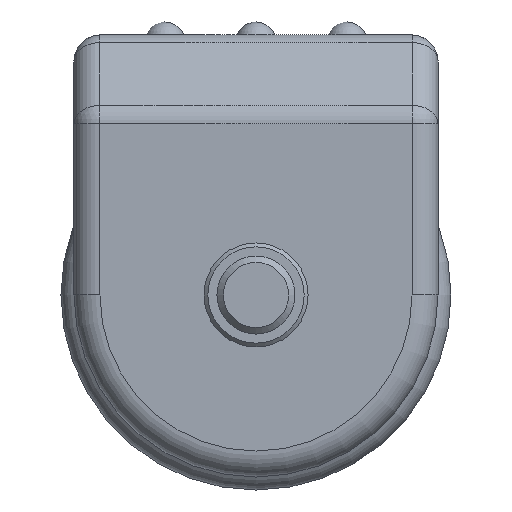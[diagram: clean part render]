
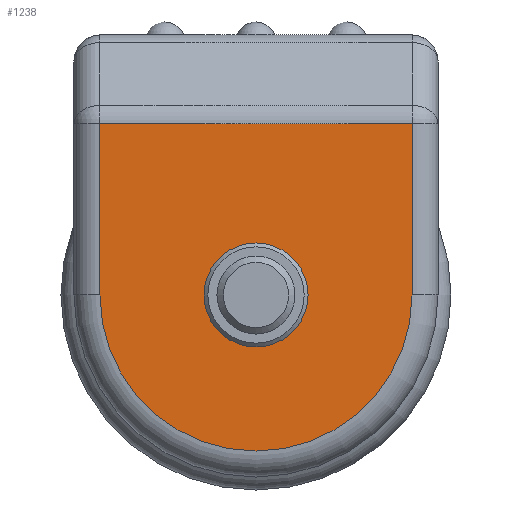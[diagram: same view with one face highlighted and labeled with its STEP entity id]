
A CAD part, front view. The second image highlights one B-rep face of the part: STEP entity #1238.
In plain terms, the highlighted planar face has unit normal (0, -1, 0).
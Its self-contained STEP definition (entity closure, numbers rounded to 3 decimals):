
#926=CARTESIAN_POINT('',(-12.,0.,13.172));
#927=VERTEX_POINT('',#926);
#959=CARTESIAN_POINT('',(12.,0.,13.172));
#960=VERTEX_POINT('',#959);
#1010=CARTESIAN_POINT('',(-12.,0.,13.172));
#1011=DIRECTION('',(1.0,0.0,0.0));
#1012=VECTOR('',#1011,24.);
#1013=LINE('',#1010,#1012);
#1014=EDGE_CURVE('',#927,#960,#1013,.T.);
#1031=CARTESIAN_POINT('',(12.,0.,0.0));
#1032=VERTEX_POINT('',#1031);
#1042=CARTESIAN_POINT('',(12.,0.,13.172));
#1043=DIRECTION('',(0.0,0.0,-1.0));
#1044=VECTOR('',#1043,13.172);
#1045=LINE('',#1042,#1044);
#1046=EDGE_CURVE('',#960,#1032,#1045,.T.);
#1056=CARTESIAN_POINT('',(-12.,0.,0.));
#1057=VERTEX_POINT('',#1056);
#1067=CARTESIAN_POINT('',(0.0,0.,0.0));
#1068=DIRECTION('',(0.0,1.0,0.0));
#1069=DIRECTION('',(0.0,0.0,-1.0));
#1070=AXIS2_PLACEMENT_3D('',#1067,#1068,#1069);
#1071=CIRCLE('',#1070,12.);
#1072=EDGE_CURVE('',#1032,#1057,#1071,.T.);
#1085=CARTESIAN_POINT('',(-12.,0.,0.));
#1086=DIRECTION('',(0.0,0.0,1.0));
#1087=VECTOR('',#1086,13.172);
#1088=LINE('',#1085,#1087);
#1089=EDGE_CURVE('',#1057,#927,#1088,.T.);
#1216=CARTESIAN_POINT('',(0.0,0.,8.25));
#1217=DIRECTION('',(0.0,-1.0,0.0));
#1218=DIRECTION('',(0.0,0.0,-1.0));
#1219=AXIS2_PLACEMENT_3D('',#1216,#1217,#1218);
#1220=PLANE('',#1219);
#1221=ORIENTED_EDGE('',*,*,#1014,.F.);
#1222=ORIENTED_EDGE('',*,*,#1089,.F.);
#1223=ORIENTED_EDGE('',*,*,#1072,.F.);
#1224=ORIENTED_EDGE('',*,*,#1046,.F.);
#1225=EDGE_LOOP('',(#1221,#1222,#1223,#1224));
#1226=FACE_OUTER_BOUND('',#1225,.T.);
#1227=CARTESIAN_POINT('',(0.0,0.,2.5));
#1228=VERTEX_POINT('',#1227);
#1229=CARTESIAN_POINT('',(0.0,0.0,0.0));
#1230=DIRECTION('',(0.0,1.0,0.0));
#1231=DIRECTION('',(0.0,0.0,1.0));
#1232=AXIS2_PLACEMENT_3D('',#1229,#1230,#1231);
#1233=CIRCLE('',#1232,2.5);
#1234=EDGE_CURVE('',#1228,#1228,#1233,.T.);
#1235=ORIENTED_EDGE('',*,*,#1234,.T.);
#1236=EDGE_LOOP('',(#1235));
#1237=FACE_BOUND('',#1236,.T.);
#1238=ADVANCED_FACE('',(#1226,#1237),#1220,.T.);
